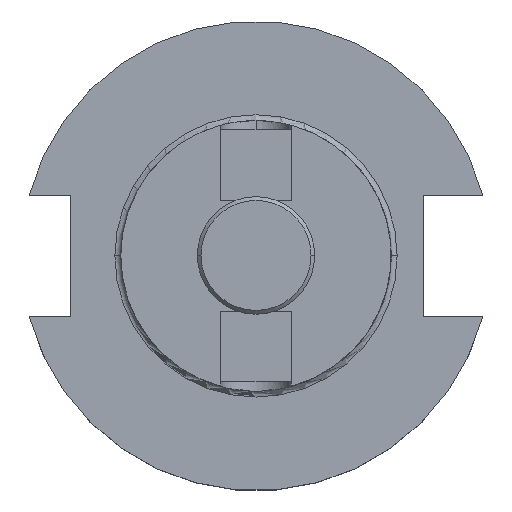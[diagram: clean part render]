
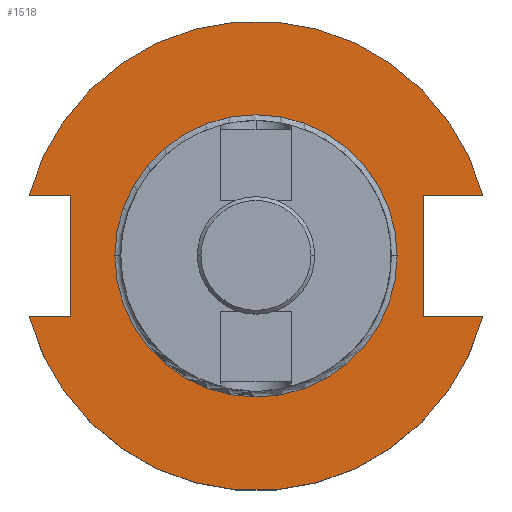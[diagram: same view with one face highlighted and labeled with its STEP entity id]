
A CAD part, top view. The second image highlights one B-rep face of the part: STEP entity #1518.
In plain terms, the highlighted planar face has unit normal (0, 0, 1).
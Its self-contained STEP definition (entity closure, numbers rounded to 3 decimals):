
#81 = CARTESIAN_POINT ( 'NONE',  ( -19.088, 0., 19.05 ) ) ;
#145 = VERTEX_POINT ( 'NONE', #953 ) ;
#175 = DIRECTION ( 'NONE',  ( -1., 0., 0. ) ) ;
#177 = EDGE_CURVE ( 'NONE', #145, #669, #1065, .T. ) ;
#225 = CARTESIAN_POINT ( 'NONE',  ( -25.091, -8.191, 19.05 ) ) ;
#254 = CIRCLE ( 'NONE', #1988, 31.75 ) ;
#307 = VECTOR ( 'NONE', #1606, 1000. ) ;
#315 = VERTEX_POINT ( 'NONE', #581 ) ;
#323 = AXIS2_PLACEMENT_3D ( 'NONE', #1687, #965, #650 ) ;
#329 = DIRECTION ( 'NONE',  ( 1., 0., 0. ) ) ;
#342 = CARTESIAN_POINT ( 'NONE',  ( 0., 8.191, 19.05 ) ) ;
#351 = EDGE_CURVE ( 'NONE', #628, #2115, #676, .T. ) ;
#389 = EDGE_LOOP ( 'NONE', ( #526, #677, #1063, #1978, #907, #1825, #2005, #1679 ) ) ;
#399 = DIRECTION ( 'NONE',  ( 0., 0., 1. ) ) ;
#402 = CARTESIAN_POINT ( 'NONE',  ( 0., 0., 19.05 ) ) ;
#410 = EDGE_CURVE ( 'NONE', #1528, #499, #1511, .T. ) ;
#411 = CARTESIAN_POINT ( 'NONE',  ( 30.675, 8.191, 19.05 ) ) ;
#413 = VECTOR ( 'NONE', #1004, 1000. ) ;
#429 = LINE ( 'NONE', #2169, #1295 ) ;
#499 = VERTEX_POINT ( 'NONE', #1521 ) ;
#508 = AXIS2_PLACEMENT_3D ( 'NONE', #402, #1458, #1443 ) ;
#524 = LINE ( 'NONE', #1265, #1395 ) ;
#526 = ORIENTED_EDGE ( 'NONE', *, *, #924, .T. ) ;
#531 = DIRECTION ( 'NONE',  ( 0., 0., -1. ) ) ;
#554 = CARTESIAN_POINT ( 'NONE',  ( -25.091, 8.191, 19.05 ) ) ;
#570 = CARTESIAN_POINT ( 'NONE',  ( -30.675, -8.191, 19.05 ) ) ;
#581 = CARTESIAN_POINT ( 'NONE',  ( 22.606, -8.191, 19.05 ) ) ;
#628 = VERTEX_POINT ( 'NONE', #81 ) ;
#641 = CARTESIAN_POINT ( 'NONE',  ( -61.091, -8.191, 19.05 ) ) ;
#648 = FACE_BOUND ( 'NONE', #1188, .T. ) ;
#650 = DIRECTION ( 'NONE',  ( -1., 0., 0. ) ) ;
#669 = VERTEX_POINT ( 'NONE', #1613 ) ;
#676 = CIRCLE ( 'NONE', #1592, 19.088 ) ;
#677 = ORIENTED_EDGE ( 'NONE', *, *, #1426, .F. ) ;
#748 = CARTESIAN_POINT ( 'NONE',  ( 19.088, 0., 19.05 ) ) ;
#755 = EDGE_CURVE ( 'NONE', #2115, #628, #2098, .T. ) ;
#765 = LINE ( 'NONE', #554, #307 ) ;
#831 = EDGE_CURVE ( 'NONE', #315, #1483, #524, .T. ) ;
#857 = VERTEX_POINT ( 'NONE', #570 ) ;
#883 = DIRECTION ( 'NONE',  ( 0., 0., 1. ) ) ;
#907 = ORIENTED_EDGE ( 'NONE', *, *, #2110, .T. ) ;
#908 = PLANE ( 'NONE',  #508 ) ;
#924 = EDGE_CURVE ( 'NONE', #669, #1705, #765, .T. ) ;
#953 = CARTESIAN_POINT ( 'NONE',  ( -30.675, 8.191, 19.05 ) ) ;
#955 = EDGE_CURVE ( 'NONE', #1528, #145, #254, .T. ) ;
#965 = DIRECTION ( 'NONE',  ( 0., 0., -1. ) ) ;
#1004 = DIRECTION ( 'NONE',  ( 1., 0., 0. ) ) ;
#1014 = VECTOR ( 'NONE', #1867, 1000. ) ;
#1063 = ORIENTED_EDGE ( 'NONE', *, *, #1714, .T. ) ;
#1065 = LINE ( 'NONE', #1331, #1014 ) ;
#1105 = ORIENTED_EDGE ( 'NONE', *, *, #351, .T. ) ;
#1106 = FACE_OUTER_BOUND ( 'NONE', #389, .T. ) ;
#1188 = EDGE_LOOP ( 'NONE', ( #1105, #2042 ) ) ;
#1265 = CARTESIAN_POINT ( 'NONE',  ( 0., -8.191, 19.05 ) ) ;
#1295 = VECTOR ( 'NONE', #1451, 1000. ) ;
#1331 = CARTESIAN_POINT ( 'NONE',  ( -61.091, 8.191, 19.05 ) ) ;
#1349 = LINE ( 'NONE', #641, #413 ) ;
#1360 = CARTESIAN_POINT ( 'NONE',  ( 30.675, -8.191, 19.05 ) ) ;
#1395 = VECTOR ( 'NONE', #329, 1000. ) ;
#1426 = EDGE_CURVE ( 'NONE', #857, #1705, #1349, .T. ) ;
#1443 = DIRECTION ( 'NONE',  ( -1., 0., 0. ) ) ;
#1451 = DIRECTION ( 'NONE',  ( 0., 1., 0. ) ) ;
#1456 = CARTESIAN_POINT ( 'NONE',  ( 0., 0., 19.05 ) ) ;
#1458 = DIRECTION ( 'NONE',  ( 0., 0., -1. ) ) ;
#1483 = VERTEX_POINT ( 'NONE', #1360 ) ;
#1511 = LINE ( 'NONE', #342, #1928 ) ;
#1518 = ADVANCED_FACE ( 'NONE', ( #648, #1106 ), #908, .F. ) ;
#1521 = CARTESIAN_POINT ( 'NONE',  ( 22.606, 8.191, 19.05 ) ) ;
#1528 = VERTEX_POINT ( 'NONE', #411 ) ;
#1582 = DIRECTION ( 'NONE',  ( -1., 0., 0. ) ) ;
#1592 = AXIS2_PLACEMENT_3D ( 'NONE', #1764, #531, #1582 ) ;
#1606 = DIRECTION ( 'NONE',  ( 0., -1., 0. ) ) ;
#1613 = CARTESIAN_POINT ( 'NONE',  ( -25.091, 8.191, 19.05 ) ) ;
#1640 = DIRECTION ( 'NONE',  ( 1., 0., 0. ) ) ;
#1679 = ORIENTED_EDGE ( 'NONE', *, *, #177, .T. ) ;
#1687 = CARTESIAN_POINT ( 'NONE',  ( 0., 0., 19.05 ) ) ;
#1705 = VERTEX_POINT ( 'NONE', #225 ) ;
#1714 = EDGE_CURVE ( 'NONE', #857, #1483, #2203, .T. ) ;
#1764 = CARTESIAN_POINT ( 'NONE',  ( 0., 0., 19.05 ) ) ;
#1825 = ORIENTED_EDGE ( 'NONE', *, *, #410, .F. ) ;
#1867 = DIRECTION ( 'NONE',  ( 1., 0., 0. ) ) ;
#1928 = VECTOR ( 'NONE', #175, 1000. ) ;
#1955 = DIRECTION ( 'NONE',  ( 1., 0., 0. ) ) ;
#1978 = ORIENTED_EDGE ( 'NONE', *, *, #831, .F. ) ;
#1988 = AXIS2_PLACEMENT_3D ( 'NONE', #2125, #883, #1955 ) ;
#2005 = ORIENTED_EDGE ( 'NONE', *, *, #955, .T. ) ;
#2042 = ORIENTED_EDGE ( 'NONE', *, *, #755, .T. ) ;
#2098 = CIRCLE ( 'NONE', #323, 19.088 ) ;
#2110 = EDGE_CURVE ( 'NONE', #315, #499, #429, .T. ) ;
#2115 = VERTEX_POINT ( 'NONE', #748 ) ;
#2125 = CARTESIAN_POINT ( 'NONE',  ( 0., 0., 19.05 ) ) ;
#2169 = CARTESIAN_POINT ( 'NONE',  ( 22.606, 0., 19.05 ) ) ;
#2172 = AXIS2_PLACEMENT_3D ( 'NONE', #1456, #399, #1640 ) ;
#2203 = CIRCLE ( 'NONE', #2172, 31.75 ) ;
